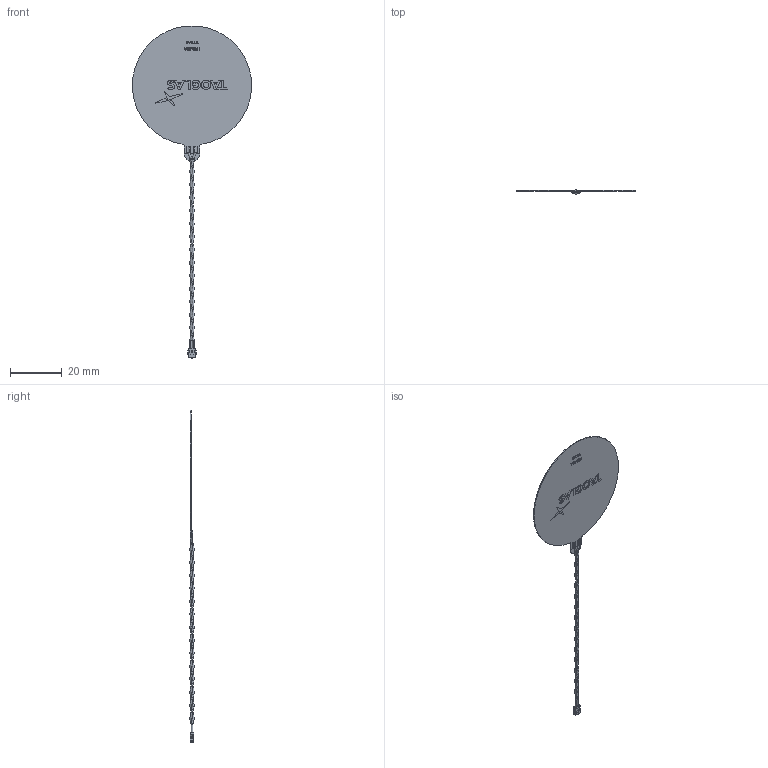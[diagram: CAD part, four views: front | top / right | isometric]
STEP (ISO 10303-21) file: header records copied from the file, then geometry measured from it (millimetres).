
FILE_DESCRIPTION (( 'STEP AP214' ), '1' );
FILE_NAME ('FXC.46.52.0075X.A.dg_Web.STEP', '2024-08-02T01:10:34', ( '' ), ( '' ), 'SwSTEP 2.0', 'SolidWorks 2022', '' );
FILE_SCHEMA (( 'AUTOMOTIVE_DESIGN' ));
Length unit declared in the file: millimetre
Products named in the file (1): FXC.46.52.0075X.A.dg_Web
Bounding box: 45.93 x 1.6 x 127.97 mm (x, y, z)
Surface area: 3845.6 mm2 (no closed solid volume)
Topology: 0 solids, 8 shells, 186 faces, 969 edges, 751 vertices
Faces by surface type: plane 140, bspline 25, cylinder 17, cone 4
Entity records: 19171 total; most frequent: CARTESIAN_POINT 10312, ORIENTED_EDGE 1339, DIRECTION 1099, EDGE_CURVE 963, VERTEX_POINT 751, VECTOR 643, LINE 643, B_SPLINE_CURVE_WITH_KNOTS 242
